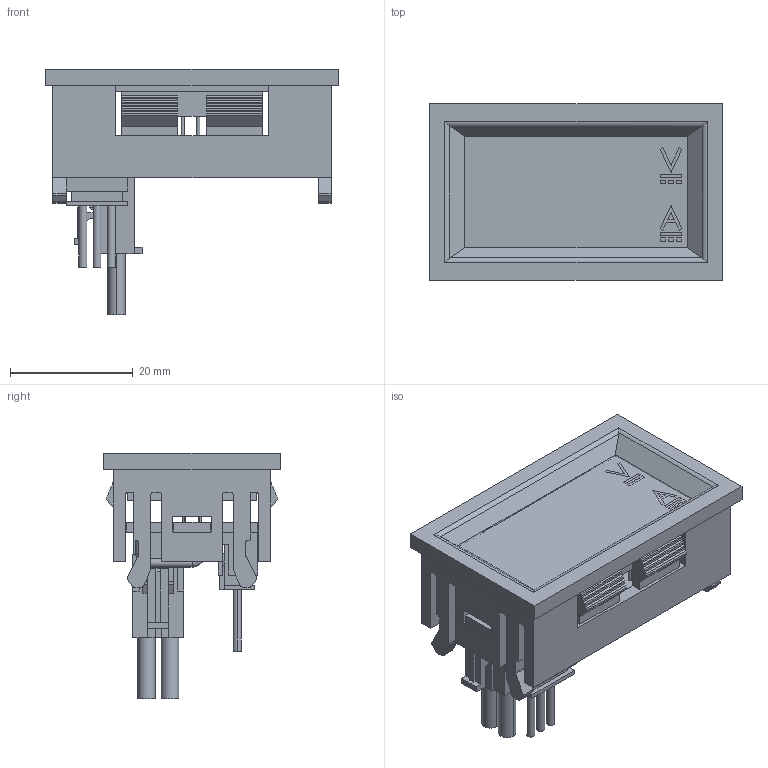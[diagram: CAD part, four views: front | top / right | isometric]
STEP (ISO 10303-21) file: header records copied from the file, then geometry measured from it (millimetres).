
FILE_DESCRIPTION (( 'STEP AP203' ), '1' );
FILE_NAME ('volt-amp.STEP', '2020-12-14T16:25:39', ( '' ), ( '' ), 'SwSTEP 2.0', 'SolidWorks 2014', '' );
FILE_SCHEMA (( 'CONFIG_CONTROL_DESIGN' ));
Length unit declared in the file: millimetre
Products named in the file (5): volt-amp_f2p; volt-amp_pcb; volt-amp_f3p; volt-amp; volt-amp_boitier
Assembly tree (4 placements, depth 2):
  volt-amp
    volt-amp_boitier
    volt-amp_pcb
    volt-amp_f2p
    volt-amp_f3p
Bounding box: 47.8 x 28.8 x 40.1 mm (x, y, z)
Volume: 10862.5 mm3; surface area: 14896.2 mm2
Topology: 14 solids, 14 shells, 699 faces, 1937 edges, 1358 vertices
Faces by surface type: plane 531, cylinder 164, torus 4
Entity records: 23012 total; most frequent: CARTESIAN_POINT 4053, ORIENTED_EDGE 3874, DIRECTION 3659, EDGE_CURVE 1937, VECTOR 1595, LINE 1595, VERTEX_POINT 1358, AXIS2_PLACEMENT_3D 1032
